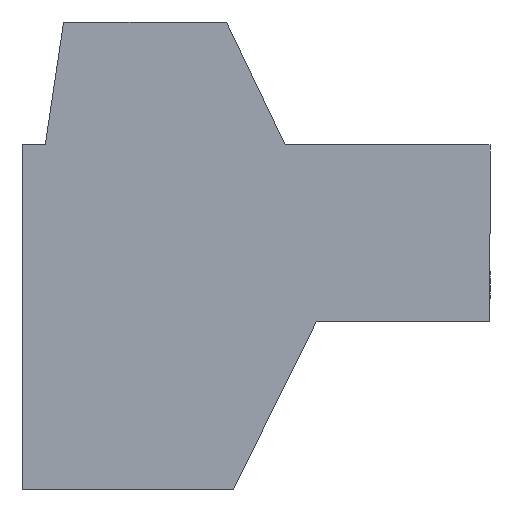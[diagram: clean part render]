
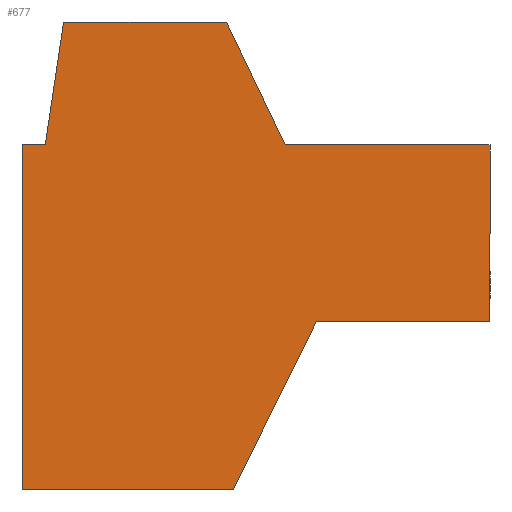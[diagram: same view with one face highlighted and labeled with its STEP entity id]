
A CAD part, left-side view. The second image highlights one B-rep face of the part: STEP entity #677.
In plain terms, the highlighted planar face has unit normal (-1, 0, 0).
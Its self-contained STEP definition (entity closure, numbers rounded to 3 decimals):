
#2 = LINE ( 'NONE', #1061, #587 ) ;
#3 = DIRECTION ( 'NONE',  ( 0., 1., 0. ) ) ;
#12 = EDGE_CURVE ( 'NONE', #862, #285, #2, .T. ) ;
#105 = EDGE_CURVE ( 'NONE', #253, #719, #205, .T. ) ;
#111 = DIRECTION ( 'NONE',  ( 0., -0.444, 0.896 ) ) ;
#129 = CARTESIAN_POINT ( 'NONE',  ( 23., -6.9, -10. ) ) ;
#132 = EDGE_CURVE ( 'NONE', #862, #268, #1183, .T. ) ;
#157 = CARTESIAN_POINT ( 'NONE',  ( 23., 41.298, 23.9 ) ) ;
#185 = VECTOR ( 'NONE', #204, 1000. ) ;
#204 = DIRECTION ( 'NONE',  ( 0., -1., 0. ) ) ;
#205 = LINE ( 'NONE', #1056, #280 ) ;
#223 = VECTOR ( 'NONE', #1097, 1000. ) ;
#231 = EDGE_CURVE ( 'NONE', #268, #253, #326, .T. ) ;
#242 = VECTOR ( 'NONE', #707, 1000. ) ;
#245 = CARTESIAN_POINT ( 'NONE',  ( 23., -6.9, 10. ) ) ;
#253 = VERTEX_POINT ( 'NONE', #825 ) ;
#268 = VERTEX_POINT ( 'NONE', #373 ) ;
#275 = CARTESIAN_POINT ( 'NONE',  ( 23., 41.298, 23.9 ) ) ;
#279 = VERTEX_POINT ( 'NONE', #353 ) ;
#280 = VECTOR ( 'NONE', #691, 1000. ) ;
#285 = VERTEX_POINT ( 'NONE', #1002 ) ;
#295 = CARTESIAN_POINT ( 'NONE',  ( 23., 22.118, -29. ) ) ;
#312 = CARTESIAN_POINT ( 'NONE',  ( 23., 43.372, 10. ) ) ;
#326 = LINE ( 'NONE', #129, #242 ) ;
#337 = EDGE_CURVE ( 'NONE', #279, #518, #554, .T. ) ;
#353 = CARTESIAN_POINT ( 'NONE',  ( 23., 46., 10. ) ) ;
#373 = CARTESIAN_POINT ( 'NONE',  ( 23., -6.9, 10. ) ) ;
#380 = LINE ( 'NONE', #295, #185 ) ;
#418 = VECTOR ( 'NONE', #562, 1000. ) ;
#455 = DIRECTION ( 'NONE',  ( 0., 0., 1. ) ) ;
#468 = LINE ( 'NONE', #668, #981 ) ;
#470 = PLANE ( 'NONE',  #1151 ) ;
#471 = EDGE_CURVE ( 'NONE', #833, #882, #380, .T. ) ;
#480 = CARTESIAN_POINT ( 'NONE',  ( 23., 12.715, -10. ) ) ;
#487 = DIRECTION ( 'NONE',  ( 0., 0.429, 0.903 ) ) ;
#518 = VERTEX_POINT ( 'NONE', #312 ) ;
#546 = ORIENTED_EDGE ( 'NONE', *, *, #652, .F. ) ;
#554 = LINE ( 'NONE', #821, #418 ) ;
#562 = DIRECTION ( 'NONE',  ( 0., -1., 0. ) ) ;
#581 = LINE ( 'NONE', #480, #724 ) ;
#587 = VECTOR ( 'NONE', #487, 1000. ) ;
#639 = CARTESIAN_POINT ( 'NONE',  ( 23., 16.266, 10. ) ) ;
#643 = VECTOR ( 'NONE', #455, 1000. ) ;
#652 = EDGE_CURVE ( 'NONE', #833, #279, #851, .T. ) ;
#668 = CARTESIAN_POINT ( 'NONE',  ( 23., 22.874, 23.9 ) ) ;
#677 = ADVANCED_FACE ( 'NONE', ( #837 ), #470, .F. ) ;
#689 = EDGE_LOOP ( 'NONE', ( #1142, #896, #894, #828, #739, #1058, #1216, #546, #813, #1197 ) ) ;
#691 = DIRECTION ( 'NONE',  ( 0., 1., 0. ) ) ;
#707 = DIRECTION ( 'NONE',  ( 0., 0., -1. ) ) ;
#719 = VERTEX_POINT ( 'NONE', #757 ) ;
#724 = VECTOR ( 'NONE', #111, 1000. ) ;
#739 = ORIENTED_EDGE ( 'NONE', *, *, #1043, .T. ) ;
#740 = CARTESIAN_POINT ( 'NONE',  ( 23., 0., 0. ) ) ;
#757 = CARTESIAN_POINT ( 'NONE',  ( 23., 12.715, -10. ) ) ;
#764 = DIRECTION ( 'NONE',  ( 0., 0., -1. ) ) ;
#808 = DIRECTION ( 'NONE',  ( 0., -1., 0. ) ) ;
#813 = ORIENTED_EDGE ( 'NONE', *, *, #471, .T. ) ;
#817 = LINE ( 'NONE', #157, #223 ) ;
#821 = CARTESIAN_POINT ( 'NONE',  ( 23., -6.9, 10. ) ) ;
#825 = CARTESIAN_POINT ( 'NONE',  ( 23., -6.9, -10. ) ) ;
#828 = ORIENTED_EDGE ( 'NONE', *, *, #12, .T. ) ;
#833 = VERTEX_POINT ( 'NONE', #1174 ) ;
#836 = EDGE_CURVE ( 'NONE', #973, #518, #817, .T. ) ;
#837 = FACE_OUTER_BOUND ( 'NONE', #689, .T. ) ;
#845 = DIRECTION ( 'NONE',  ( 1., 0., 0. ) ) ;
#851 = LINE ( 'NONE', #1119, #643 ) ;
#862 = VERTEX_POINT ( 'NONE', #639 ) ;
#882 = VERTEX_POINT ( 'NONE', #901 ) ;
#894 = ORIENTED_EDGE ( 'NONE', *, *, #132, .F. ) ;
#896 = ORIENTED_EDGE ( 'NONE', *, *, #231, .F. ) ;
#901 = CARTESIAN_POINT ( 'NONE',  ( 23., 22.118, -29. ) ) ;
#973 = VERTEX_POINT ( 'NONE', #275 ) ;
#981 = VECTOR ( 'NONE', #3, 1000. ) ;
#1002 = CARTESIAN_POINT ( 'NONE',  ( 23., 22.874, 23.9 ) ) ;
#1043 = EDGE_CURVE ( 'NONE', #285, #973, #468, .T. ) ;
#1056 = CARTESIAN_POINT ( 'NONE',  ( 23., -6.9, -10. ) ) ;
#1058 = ORIENTED_EDGE ( 'NONE', *, *, #836, .T. ) ;
#1061 = CARTESIAN_POINT ( 'NONE',  ( 23., 22.874, 23.9 ) ) ;
#1084 = EDGE_CURVE ( 'NONE', #882, #719, #581, .T. ) ;
#1097 = DIRECTION ( 'NONE',  ( 0., 0.148, -0.989 ) ) ;
#1119 = CARTESIAN_POINT ( 'NONE',  ( 23., 46., -10. ) ) ;
#1142 = ORIENTED_EDGE ( 'NONE', *, *, #105, .F. ) ;
#1151 = AXIS2_PLACEMENT_3D ( 'NONE', #740, #845, #764 ) ;
#1174 = CARTESIAN_POINT ( 'NONE',  ( 23., 46., -29. ) ) ;
#1183 = LINE ( 'NONE', #245, #1208 ) ;
#1197 = ORIENTED_EDGE ( 'NONE', *, *, #1084, .T. ) ;
#1208 = VECTOR ( 'NONE', #808, 1000. ) ;
#1216 = ORIENTED_EDGE ( 'NONE', *, *, #337, .F. ) ;
